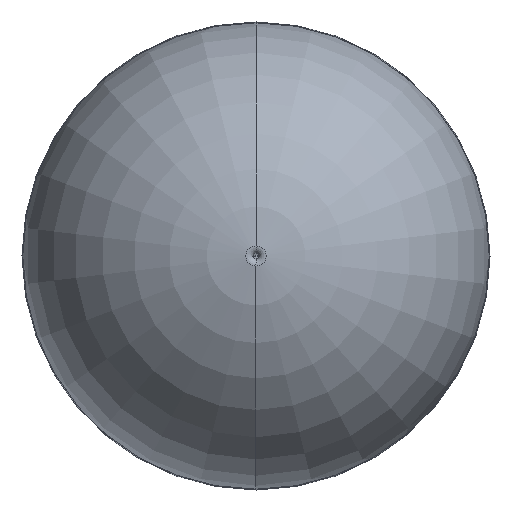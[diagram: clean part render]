
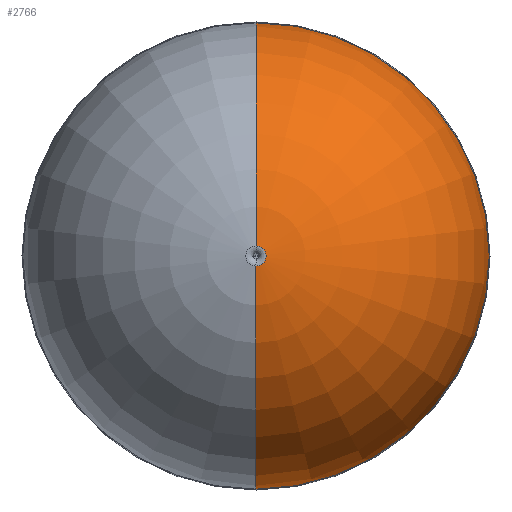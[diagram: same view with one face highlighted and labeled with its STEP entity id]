
A CAD part, left-side view. The second image highlights one B-rep face of the part: STEP entity #2766.
In plain terms, the highlighted toroidal (fillet/blend) face has major radius 0.069 mm and minor radius 9.986 mm.
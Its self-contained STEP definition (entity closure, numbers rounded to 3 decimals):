
#178 = EDGE_CURVE ( 'NONE', #1737, #1018, #1093, .T. ) ;
#186 = DIRECTION ( 'NONE',  ( -1., 0., 0. ) ) ;
#264 = AXIS2_PLACEMENT_3D ( 'NONE', #1969, #3153, #1622 ) ;
#265 = DIRECTION ( 'NONE',  ( 0., 0., -1. ) ) ;
#398 = ORIENTED_EDGE ( 'NONE', *, *, #3063, .F. ) ;
#579 = CARTESIAN_POINT ( 'NONE',  ( 0.038, 0., -0.432 ) ) ;
#628 = CIRCLE ( 'NONE', #264, 9.986 ) ;
#740 = TOROIDAL_SURFACE ( 'NONE', #1337, -0.069, 9.986 ) ;
#821 = CIRCLE ( 'NONE', #2151, 9.986 ) ;
#837 = FACE_OUTER_BOUND ( 'NONE', #1359, .T. ) ;
#998 = VERTEX_POINT ( 'NONE', #3174 ) ;
#1018 = VERTEX_POINT ( 'NONE', #2857 ) ;
#1093 = CIRCLE ( 'NONE', #2845, 9.918 ) ;
#1131 = DIRECTION ( 'NONE',  ( 0., 0., 1. ) ) ;
#1260 = ORIENTED_EDGE ( 'NONE', *, *, #2296, .T. ) ;
#1337 = AXIS2_PLACEMENT_3D ( 'NONE', #1528, #2017, #3512 ) ;
#1359 = EDGE_LOOP ( 'NONE', ( #398, #1360, #1260, #2386 ) ) ;
#1360 = ORIENTED_EDGE ( 'NONE', *, *, #178, .T. ) ;
#1528 = CARTESIAN_POINT ( 'NONE',  ( 10.012, 0., 0. ) ) ;
#1604 = CARTESIAN_POINT ( 'NONE',  ( 0.038, 0., 0. ) ) ;
#1622 = DIRECTION ( 'NONE',  ( 0., 0., 1. ) ) ;
#1694 = CARTESIAN_POINT ( 'NONE',  ( 9.978, 0., -9.918 ) ) ;
#1737 = VERTEX_POINT ( 'NONE', #1694 ) ;
#1969 = CARTESIAN_POINT ( 'NONE',  ( 10.012, 0., 0.069 ) ) ;
#2017 = DIRECTION ( 'NONE',  ( -1., 0., 0. ) ) ;
#2098 = VERTEX_POINT ( 'NONE', #579 ) ;
#2151 = AXIS2_PLACEMENT_3D ( 'NONE', #3457, #2500, #265 ) ;
#2270 = DIRECTION ( 'NONE',  ( 0., 0., 1. ) ) ;
#2296 = EDGE_CURVE ( 'NONE', #1018, #998, #821, .T. ) ;
#2386 = ORIENTED_EDGE ( 'NONE', *, *, #3286, .F. ) ;
#2500 = DIRECTION ( 'NONE',  ( 0., -1., 0. ) ) ;
#2557 = CARTESIAN_POINT ( 'NONE',  ( 9.978, 0., 0. ) ) ;
#2766 = ADVANCED_FACE ( 'NONE', ( #837 ), #740, .T. ) ;
#2845 = AXIS2_PLACEMENT_3D ( 'NONE', #2557, #3738, #1131 ) ;
#2857 = CARTESIAN_POINT ( 'NONE',  ( 9.978, 0., 9.918 ) ) ;
#2955 = AXIS2_PLACEMENT_3D ( 'NONE', #1604, #186, #2270 ) ;
#3063 = EDGE_CURVE ( 'NONE', #1737, #2098, #628, .T. ) ;
#3102 = CIRCLE ( 'NONE', #2955, 0.432 ) ;
#3153 = DIRECTION ( 'NONE',  ( 0., 1., 0. ) ) ;
#3174 = CARTESIAN_POINT ( 'NONE',  ( 0.038, 0., 0.432 ) ) ;
#3286 = EDGE_CURVE ( 'NONE', #2098, #998, #3102, .T. ) ;
#3457 = CARTESIAN_POINT ( 'NONE',  ( 10.012, 0., -0.069 ) ) ;
#3512 = DIRECTION ( 'NONE',  ( 0., 0., 1. ) ) ;
#3738 = DIRECTION ( 'NONE',  ( -1., 0., 0. ) ) ;
